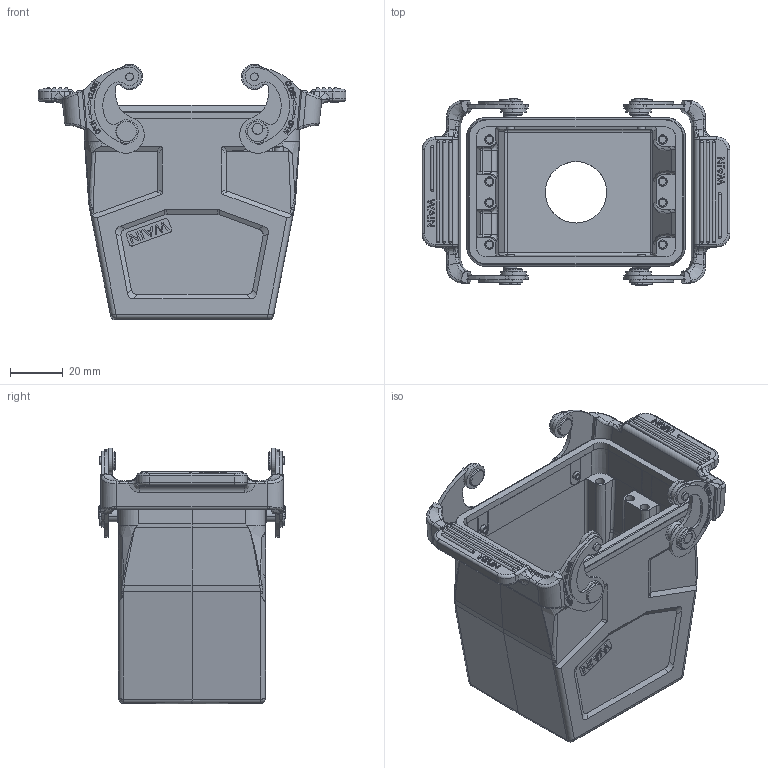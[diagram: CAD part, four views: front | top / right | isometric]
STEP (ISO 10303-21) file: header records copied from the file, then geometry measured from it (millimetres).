
FILE_DESCRIPTION((''),'2;1');
FILE_NAME('W32A-CCTH-2L_SC-XX_ASM','2022-08-09T',('xf.gao'),(''),'PRO/ENGINEER BY PARAMETRIC TECHNOLOGY CORPORATION, 2012480','PRO/ENGINEER BY PARAMETRIC TECHNOLOGY CORPORATION, 2012480','');
FILE_SCHEMA(('CONFIG_CONTROL_DESIGN'));
Length unit declared in the file: millimetre
Products named in the file (11): W32A-BEH-202034-SB; 32A-TIEJIAN_1; 32A-TPR_8; XIAODING_7; GUNLUN_1; WLSC-1_7; MAODING_15; L32A-A-SC_ASM_2_ASM; L32A-A-SC_ASM; H32A-L_; W32A-CCTH-2L_SC-XX_ASM
Assembly tree (15 placements, depth 4):
  W32A-CCTH-2L_SC-XX_ASM
    W32A-BEH-202034-SB
    L32A-A-SC_ASM  x2
      L32A-A-SC_ASM_2_ASM
        32A-TIEJIAN_1
        32A-TPR_8
        XIAODING_7  x2
        GUNLUN_1  x2
        WLSC-1_7  x2
        MAODING_15  x2
    H32A-L_
Bounding box: 117.23 x 71 x 97.5 mm (x, y, z)
Volume: 112603 mm3; surface area: 70648.6 mm2
Topology: 22 solids, 24 shells, 1933 faces, 5182 edges, 3388 vertices
Faces by surface type: plane 868, cylinder 429, extrusion 314, bspline 158, cone 68, torus 54, sphere 42
Entity records: 44792 total; most frequent: CARTESIAN_POINT 16157, ORIENTED_EDGE 6298, DIRECTION 5097, EDGE_CURVE 3153, VERTEX_POINT 2065, VECTOR 1917, LINE 1748, AXIS2_PLACEMENT_3D 1590
